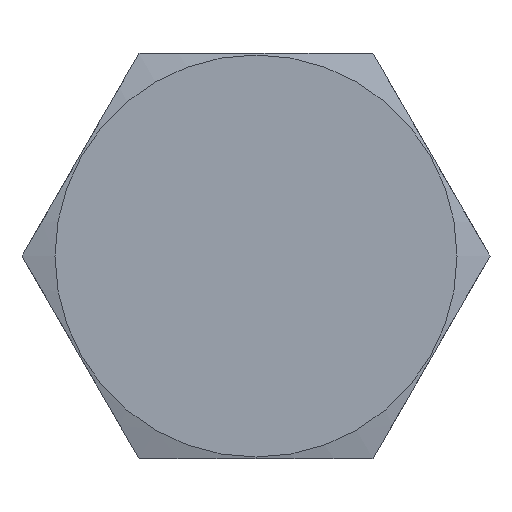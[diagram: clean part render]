
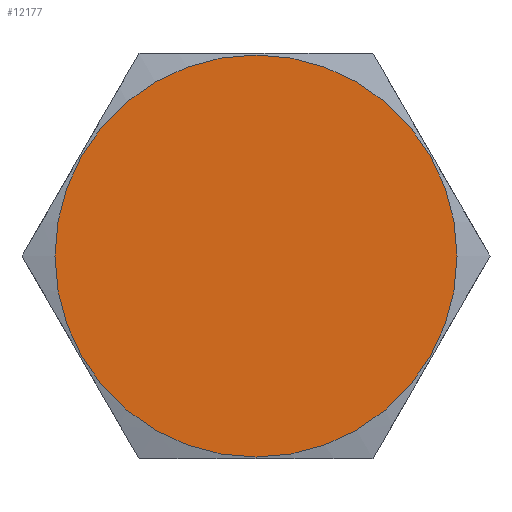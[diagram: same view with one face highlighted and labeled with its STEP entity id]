
A CAD part, left-side view. The second image highlights one B-rep face of the part: STEP entity #12177.
In plain terms, the highlighted planar face has unit normal (-1, 0, 0).
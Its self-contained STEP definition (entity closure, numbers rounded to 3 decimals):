
#140 = CARTESIAN_POINT ( 'NONE',  ( 0., 0., 24.8 ) ) ;
#1151 = CARTESIAN_POINT ( 'NONE',  ( 0., 33., 0. ) ) ;
#1603 = VERTEX_POINT ( 'NONE', #140 ) ;
#5442 = DIRECTION ( 'NONE',  ( 0., 0., 1. ) ) ;
#6677 = CARTESIAN_POINT ( 'NONE',  ( 0., 0., 0. ) ) ;
#6850 = DIRECTION ( 'NONE',  ( -1., 0., 0. ) ) ;
#8313 = DIRECTION ( 'NONE',  ( 1., 0., 0. ) ) ;
#8626 = PLANE ( 'NONE',  #11634 ) ;
#9294 = ORIENTED_EDGE ( 'NONE', *, *, #9898, .T. ) ;
#9898 = EDGE_CURVE ( 'NONE', #1603, #1603, #12873, .T. ) ;
#11452 = EDGE_LOOP ( 'NONE', ( #9294 ) ) ;
#11634 = AXIS2_PLACEMENT_3D ( 'NONE', #1151, #8313, #14777 ) ;
#12177 = ADVANCED_FACE ( 'NONE', ( #12207 ), #8626, .F. ) ;
#12207 = FACE_OUTER_BOUND ( 'NONE', #11452, .T. ) ;
#12873 = CIRCLE ( 'NONE', #14986, 24.8 ) ;
#14777 = DIRECTION ( 'NONE',  ( 0., 0., -1. ) ) ;
#14986 = AXIS2_PLACEMENT_3D ( 'NONE', #6677, #6850, #5442 ) ;
